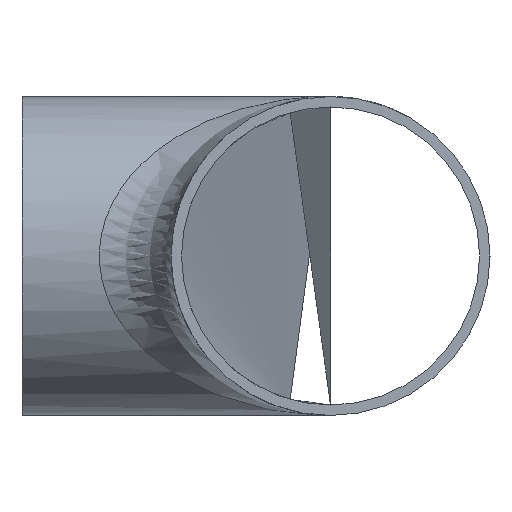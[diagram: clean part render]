
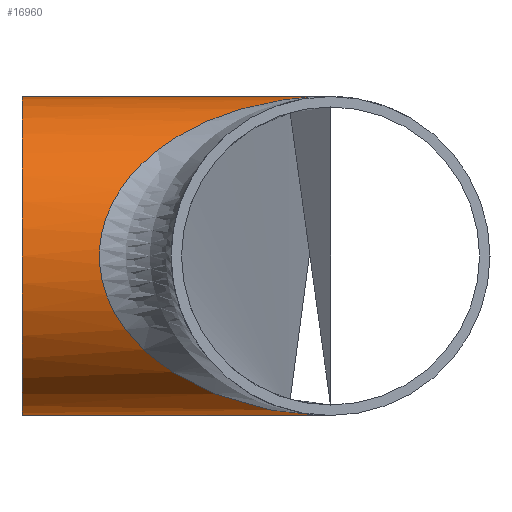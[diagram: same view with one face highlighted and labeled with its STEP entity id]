
A CAD part, left-side view. The second image highlights one B-rep face of the part: STEP entity #16960.
In plain terms, the highlighted cylindrical face has radius 44.45 mm (diameter 88.9 mm), a full revolution.
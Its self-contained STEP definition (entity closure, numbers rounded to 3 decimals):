
#950 = EDGE_LOOP ( 'NONE', ( #5654, #17676 ) ) ;
#1169 = VERTEX_POINT ( 'NONE', #4008 ) ;
#1814 = ORIENTED_EDGE ( 'NONE', *, *, #3807, .T. ) ;
#2569 = VERTEX_POINT ( 'NONE', #21294 ) ;
#3807 = EDGE_CURVE ( 'NONE', #1169, #1169, #19395, .T. ) ;
#4008 = CARTESIAN_POINT ( 'NONE',  ( 0., 86., -44.45 ) ) ;
#4831 = CARTESIAN_POINT ( 'NONE',  ( 88.9, 128.9, -44.45 ) ) ;
#4865 = DIRECTION ( 'NONE',  ( 0., -1., 0. ) ) ;
#4985 = CARTESIAN_POINT ( 'NONE',  ( 0., 0., 44.45 ) ) ;
#5654 = ORIENTED_EDGE ( 'NONE', *, *, #20883, .T. ) ;
#7152 = CARTESIAN_POINT ( 'NONE',  ( 0., 86., 0. ) ) ;
#8285 = CARTESIAN_POINT ( 'NONE',  ( 0., 0., 0. ) ) ;
#8402 = AXIS2_PLACEMENT_3D ( 'NONE', #7152, #16065, #17791 ) ;
#8674 = CARTESIAN_POINT ( 'NONE',  ( 0., 0., -44.45 ) ) ;
#8843 = FACE_OUTER_BOUND ( 'NONE', #950, .T. ) ;
#9057 = CARTESIAN_POINT ( 'NONE',  ( -88.9, 128.9, -44.45 ) ) ;
#10353 = EDGE_CURVE ( 'NONE', #14557, #2569, #11458, .T. ) ;
#11458 =( BOUNDED_CURVE ( )  B_SPLINE_CURVE ( 3, ( #4985, #17479, #4831, #12289 ),
 .UNSPECIFIED., .F., .F. ) 
 B_SPLINE_CURVE_WITH_KNOTS ( ( 4, 4 ),
 ( 1.571, 4.712 ),
 .UNSPECIFIED. ) 
 CURVE ( )  GEOMETRIC_REPRESENTATION_ITEM ( )  RATIONAL_B_SPLINE_CURVE ( ( 1., 0.333, 0.333, 1. ) ) 
 REPRESENTATION_ITEM ( '' )  );
#12289 = CARTESIAN_POINT ( 'NONE',  ( 0., 0., -44.45 ) ) ;
#14557 = VERTEX_POINT ( 'NONE', #21092 ) ;
#16065 = DIRECTION ( 'NONE',  ( 0., -1., 0. ) ) ;
#16254 = CARTESIAN_POINT ( 'NONE',  ( -88.9, 128.9, 44.45 ) ) ;
#16960 = ADVANCED_FACE ( 'NONE', ( #20579, #8843 ), #22512, .T. ) ;
#17479 = CARTESIAN_POINT ( 'NONE',  ( 88.9, 128.9, 44.45 ) ) ;
#17676 = ORIENTED_EDGE ( 'NONE', *, *, #10353, .T. ) ;
#17791 = DIRECTION ( 'NONE',  ( 0., 0., -1. ) ) ;
#19395 = CIRCLE ( 'NONE', #8402, 44.45 ) ;
#20389 = EDGE_LOOP ( 'NONE', ( #1814 ) ) ;
#20579 = FACE_OUTER_BOUND ( 'NONE', #20389, .T. ) ;
#20701 = DIRECTION ( 'NONE',  ( 0., 0., -1. ) ) ;
#20883 = EDGE_CURVE ( 'NONE', #2569, #14557, #23172, .T. ) ;
#21092 = CARTESIAN_POINT ( 'NONE',  ( 0., 0., 44.45 ) ) ;
#21229 = AXIS2_PLACEMENT_3D ( 'NONE', #8285, #4865, #20701 ) ;
#21294 = CARTESIAN_POINT ( 'NONE',  ( 0., 0., -44.45 ) ) ;
#21540 = CARTESIAN_POINT ( 'NONE',  ( 0., 0., 44.45 ) ) ;
#22512 = CYLINDRICAL_SURFACE ( 'NONE', #21229, 44.45 ) ;
#23172 =( BOUNDED_CURVE ( )  B_SPLINE_CURVE ( 3, ( #8674, #9057, #16254, #21540 ),
 .UNSPECIFIED., .F., .F. ) 
 B_SPLINE_CURVE_WITH_KNOTS ( ( 4, 4 ),
 ( 1.571, 4.712 ),
 .UNSPECIFIED. ) 
 CURVE ( )  GEOMETRIC_REPRESENTATION_ITEM ( )  RATIONAL_B_SPLINE_CURVE ( ( 1., 0.333, 0.333, 1. ) ) 
 REPRESENTATION_ITEM ( '' )  );
